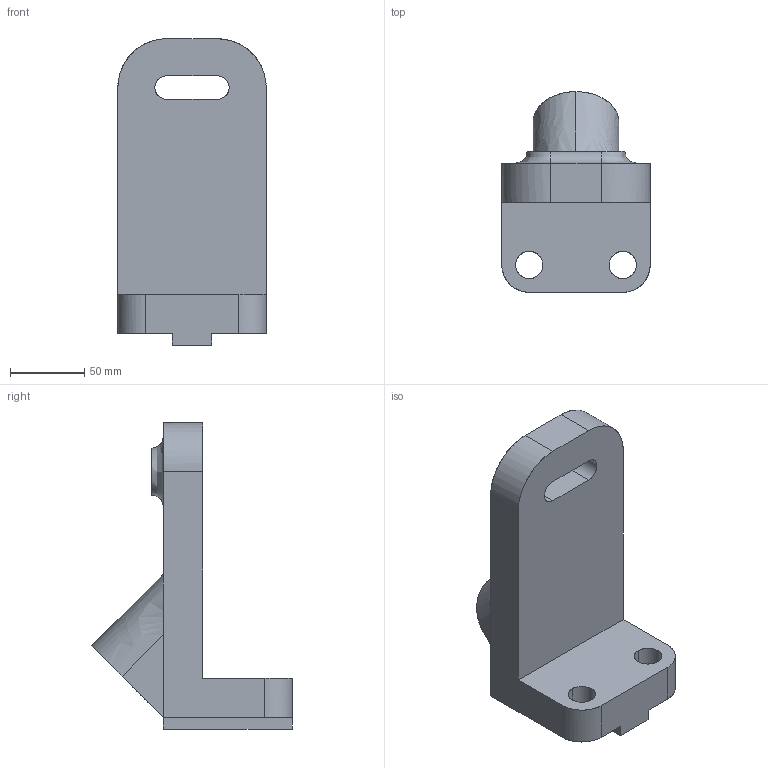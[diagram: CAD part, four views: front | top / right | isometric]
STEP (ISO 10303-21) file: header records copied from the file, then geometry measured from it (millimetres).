
FILE_DESCRIPTION(('FreeCAD Model'),'2;1');
FILE_NAME('Open CASCADE Shape Model','2025-05-04T02:27:21',('FreeCAD'),( 'FreeCAD'),'Open CASCADE STEP processor 7.6','FreeCAD','Unknown');
FILE_SCHEMA(('AUTOMOTIVE_DESIGN { 1 0 10303 214 1 1 1 1 }'));
Length unit declared in the file: millimetre
Products named in the file (1): Open CASCADE STEP translator 7.6 1
Bounding box: 99.65 x 134.75 x 205.85 mm (x, y, z)
Surface area: 84166.2 mm2 (no closed solid volume)
Topology: 0 solids, 45 shells, 45 faces, 728 edges, 726 vertices
Faces by surface type: bspline 45
Entity records: 6330 total; most frequent: CARTESIAN_POINT 3201, ORIENTED_EDGE 726, EDGE_CURVE 726, VERTEX_POINT 726, B_SPLINE_CURVE_WITH_KNOTS 676, FACE_BOUND 53, EDGE_LOOP 53, SHELL_BASED_SURFACE_MODEL 45
